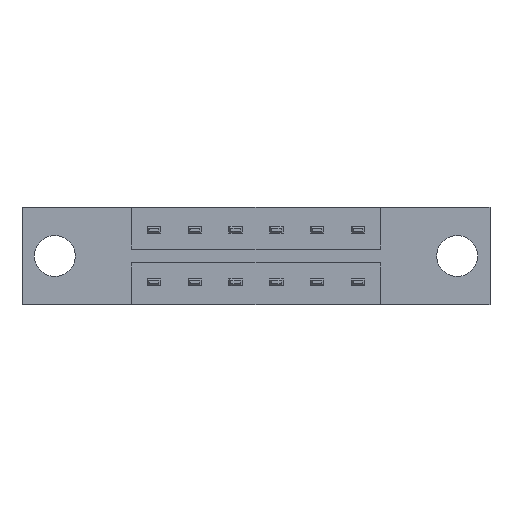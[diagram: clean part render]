
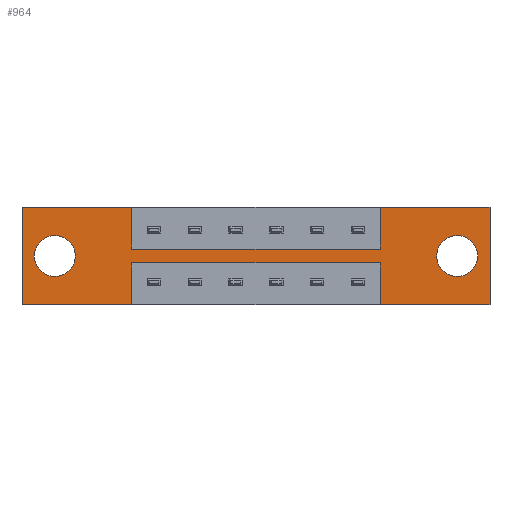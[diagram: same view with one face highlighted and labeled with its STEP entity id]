
A CAD part, front view. The second image highlights one B-rep face of the part: STEP entity #964.
In plain terms, the highlighted planar face has unit normal (0, -1, 0).
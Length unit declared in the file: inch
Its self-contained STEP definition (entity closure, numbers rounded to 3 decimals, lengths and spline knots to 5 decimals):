
#16 = VERTEX_POINT ( 'NONE', #1872 ) ;
#36 = CARTESIAN_POINT ( 'NONE',  ( 1.784, 0., 0. ) ) ;
#40 = VECTOR ( 'NONE', #3823, 39.37008 ) ;
#176 = ORIENTED_EDGE ( 'NONE', *, *, #5675, .T. ) ;
#213 = VERTEX_POINT ( 'NONE', #3087 ) ;
#225 = CARTESIAN_POINT ( 'NONE',  ( 1.3665, 0., -0.2115 ) ) ;
#315 = VECTOR ( 'NONE', #2134, 39.37008 ) ;
#316 = VECTOR ( 'NONE', #815, 39.37008 ) ;
#540 = VERTEX_POINT ( 'NONE', #4164 ) ;
#677 = LINE ( 'NONE', #5147, #3292 ) ;
#743 = DIRECTION ( 'NONE',  ( 0., -1., 0. ) ) ;
#745 = ORIENTED_EDGE ( 'NONE', *, *, #1567, .F. ) ;
#815 = DIRECTION ( 'NONE',  ( -1., 0., 0. ) ) ;
#889 = LINE ( 'NONE', #5561, #6501 ) ;
#894 = ORIENTED_EDGE ( 'NONE', *, *, #6597, .F. ) ;
#938 = ORIENTED_EDGE ( 'NONE', *, *, #2697, .F. ) ;
#964 = ADVANCED_FACE ( 'NONE', ( #5043, #1824, #6459 ), #3289, .T. ) ;
#974 = CIRCLE ( 'NONE', #4504, 0.078 ) ;
#998 = VERTEX_POINT ( 'NONE', #4699 ) ;
#1035 = LINE ( 'NONE', #3641, #1263 ) ;
#1122 = CIRCLE ( 'NONE', #6937, 0.078 ) ;
#1143 = CARTESIAN_POINT ( 'NONE',  ( 0., 0., 0. ) ) ;
#1263 = VECTOR ( 'NONE', #1705, 39.37008 ) ;
#1310 = DIRECTION ( 'NONE',  ( 0., 0., -1. ) ) ;
#1372 = CARTESIAN_POINT ( 'NONE',  ( 1.3665, 0., -0.1585 ) ) ;
#1456 = DIRECTION ( 'NONE',  ( 0., 0., -1. ) ) ;
#1520 = AXIS2_PLACEMENT_3D ( 'NONE', #5657, #5530, #6828 ) ;
#1541 = CARTESIAN_POINT ( 'NONE',  ( 0.4175, 0., -0.37 ) ) ;
#1552 = LINE ( 'NONE', #3580, #315 ) ;
#1567 = EDGE_CURVE ( 'NONE', #3203, #4072, #2296, .T. ) ;
#1697 = VERTEX_POINT ( 'NONE', #5399 ) ;
#1705 = DIRECTION ( 'NONE',  ( 1., 0., 0. ) ) ;
#1709 = ORIENTED_EDGE ( 'NONE', *, *, #1908, .F. ) ;
#1771 = DIRECTION ( 'NONE',  ( 0., 1., 0. ) ) ;
#1808 = EDGE_CURVE ( 'NONE', #3301, #16, #3393, .T. ) ;
#1818 = LINE ( 'NONE', #1143, #40 ) ;
#1824 = FACE_BOUND ( 'NONE', #1985, .T. ) ;
#1872 = CARTESIAN_POINT ( 'NONE',  ( 1.3665, 0., -0.37 ) ) ;
#1908 = EDGE_CURVE ( 'NONE', #213, #2596, #677, .T. ) ;
#1985 = EDGE_LOOP ( 'NONE', ( #5894, #2570 ) ) ;
#2037 = CARTESIAN_POINT ( 'NONE',  ( 0.4175, 0., -0.1585 ) ) ;
#2134 = DIRECTION ( 'NONE',  ( -1., 0., 0. ) ) ;
#2153 = CARTESIAN_POINT ( 'NONE',  ( 0.4175, 0., -0.2115 ) ) ;
#2296 = LINE ( 'NONE', #2037, #4089 ) ;
#2304 = EDGE_LOOP ( 'NONE', ( #6189, #7117, #4500, #938, #4799, #745, #6230, #5539, #1709, #3505, #7386, #894 ) ) ;
#2384 = EDGE_CURVE ( 'NONE', #4072, #3767, #2707, .T. ) ;
#2529 = DIRECTION ( 'NONE',  ( 0., 1., 0. ) ) ;
#2570 = ORIENTED_EDGE ( 'NONE', *, *, #5527, .T. ) ;
#2596 = VERTEX_POINT ( 'NONE', #6751 ) ;
#2602 = VERTEX_POINT ( 'NONE', #225 ) ;
#2649 = LINE ( 'NONE', #6997, #6521 ) ;
#2673 = EDGE_CURVE ( 'NONE', #16, #2602, #889, .T. ) ;
#2690 = EDGE_CURVE ( 'NONE', #540, #4353, #974, .T. ) ;
#2697 = EDGE_CURVE ( 'NONE', #3767, #4848, #1818, .T. ) ;
#2707 = LINE ( 'NONE', #1372, #6092 ) ;
#2804 = DIRECTION ( 'NONE',  ( 0., 0., -1. ) ) ;
#2827 = EDGE_CURVE ( 'NONE', #4132, #7557, #4610, .T. ) ;
#2866 = EDGE_CURVE ( 'NONE', #998, #1697, #1122, .T. ) ;
#3031 = CARTESIAN_POINT ( 'NONE',  ( 1.784, 0., -0.37 ) ) ;
#3049 = CARTESIAN_POINT ( 'NONE',  ( 1.659, 0., -0.185 ) ) ;
#3087 = CARTESIAN_POINT ( 'NONE',  ( 0., 0., -0.37 ) ) ;
#3203 = VERTEX_POINT ( 'NONE', #4864 ) ;
#3214 = CARTESIAN_POINT ( 'NONE',  ( 1.659, 0., -0.185 ) ) ;
#3244 = LINE ( 'NONE', #5798, #4894 ) ;
#3289 = PLANE ( 'NONE',  #3663 ) ;
#3292 = VECTOR ( 'NONE', #3306, 39.37008 ) ;
#3301 = VERTEX_POINT ( 'NONE', #3031 ) ;
#3306 = DIRECTION ( 'NONE',  ( 0., 0., 1. ) ) ;
#3373 = CARTESIAN_POINT ( 'NONE',  ( 0.125, 0., -0.263 ) ) ;
#3393 = LINE ( 'NONE', #6303, #4357 ) ;
#3505 = ORIENTED_EDGE ( 'NONE', *, *, #7118, .F. ) ;
#3580 = CARTESIAN_POINT ( 'NONE',  ( 0., 0., -0.37 ) ) ;
#3641 = CARTESIAN_POINT ( 'NONE',  ( 0., 0., 0. ) ) ;
#3663 = AXIS2_PLACEMENT_3D ( 'NONE', #7838, #743, #3875 ) ;
#3767 = VERTEX_POINT ( 'NONE', #7479 ) ;
#3823 = DIRECTION ( 'NONE',  ( 1., 0., 0. ) ) ;
#3875 = DIRECTION ( 'NONE',  ( 0., 0., -1. ) ) ;
#3956 = DIRECTION ( 'NONE',  ( -1., 0., 0. ) ) ;
#3984 = DIRECTION ( 'NONE',  ( 0., 0., 1. ) ) ;
#4072 = VERTEX_POINT ( 'NONE', #4672 ) ;
#4089 = VECTOR ( 'NONE', #7790, 39.37008 ) ;
#4132 = VERTEX_POINT ( 'NONE', #5128 ) ;
#4164 = CARTESIAN_POINT ( 'NONE',  ( 0.125, 0., -0.107 ) ) ;
#4236 = VECTOR ( 'NONE', #1456, 39.37008 ) ;
#4353 = VERTEX_POINT ( 'NONE', #3373 ) ;
#4357 = VECTOR ( 'NONE', #3956, 39.37008 ) ;
#4500 = ORIENTED_EDGE ( 'NONE', *, *, #7514, .F. ) ;
#4504 = AXIS2_PLACEMENT_3D ( 'NONE', #5760, #1771, #7659 ) ;
#4505 = AXIS2_PLACEMENT_3D ( 'NONE', #3214, #2529, #7763 ) ;
#4610 = LINE ( 'NONE', #6583, #4236 ) ;
#4672 = CARTESIAN_POINT ( 'NONE',  ( 1.3665, 0., -0.1585 ) ) ;
#4699 = CARTESIAN_POINT ( 'NONE',  ( 1.659, 0., -0.107 ) ) ;
#4726 = EDGE_LOOP ( 'NONE', ( #6575, #176 ) ) ;
#4799 = ORIENTED_EDGE ( 'NONE', *, *, #2384, .F. ) ;
#4838 = DIRECTION ( 'NONE',  ( 0., 1., 0. ) ) ;
#4848 = VERTEX_POINT ( 'NONE', #36 ) ;
#4864 = CARTESIAN_POINT ( 'NONE',  ( 0.4175, 0., -0.1585 ) ) ;
#4894 = VECTOR ( 'NONE', #2804, 39.37008 ) ;
#4923 = CIRCLE ( 'NONE', #1520, 0.078 ) ;
#5043 = FACE_BOUND ( 'NONE', #4726, .T. ) ;
#5115 = VERTEX_POINT ( 'NONE', #7606 ) ;
#5128 = CARTESIAN_POINT ( 'NONE',  ( 0.4175, 0., -0.2115 ) ) ;
#5147 = CARTESIAN_POINT ( 'NONE',  ( 0., 0., 0. ) ) ;
#5399 = CARTESIAN_POINT ( 'NONE',  ( 1.659, 0., -0.263 ) ) ;
#5527 = EDGE_CURVE ( 'NONE', #4353, #540, #4923, .T. ) ;
#5530 = DIRECTION ( 'NONE',  ( 0., 1., 0. ) ) ;
#5539 = ORIENTED_EDGE ( 'NONE', *, *, #6758, .F. ) ;
#5561 = CARTESIAN_POINT ( 'NONE',  ( 1.3665, 0., -0.2115 ) ) ;
#5624 = EDGE_CURVE ( 'NONE', #5115, #3203, #2649, .T. ) ;
#5657 = CARTESIAN_POINT ( 'NONE',  ( 0.125, 0., -0.185 ) ) ;
#5675 = EDGE_CURVE ( 'NONE', #1697, #998, #6805, .T. ) ;
#5760 = CARTESIAN_POINT ( 'NONE',  ( 0.125, 0., -0.185 ) ) ;
#5798 = CARTESIAN_POINT ( 'NONE',  ( 1.784, 0., 0. ) ) ;
#5894 = ORIENTED_EDGE ( 'NONE', *, *, #2690, .T. ) ;
#6040 = DIRECTION ( 'NONE',  ( 0., 0., 1. ) ) ;
#6092 = VECTOR ( 'NONE', #3984, 39.37008 ) ;
#6189 = ORIENTED_EDGE ( 'NONE', *, *, #2673, .F. ) ;
#6230 = ORIENTED_EDGE ( 'NONE', *, *, #5624, .F. ) ;
#6303 = CARTESIAN_POINT ( 'NONE',  ( 0., 0., -0.37 ) ) ;
#6459 = FACE_OUTER_BOUND ( 'NONE', #2304, .T. ) ;
#6501 = VECTOR ( 'NONE', #6040, 39.37008 ) ;
#6521 = VECTOR ( 'NONE', #7092, 39.37008 ) ;
#6575 = ORIENTED_EDGE ( 'NONE', *, *, #2866, .T. ) ;
#6583 = CARTESIAN_POINT ( 'NONE',  ( 0.4175, 0., -0.2115 ) ) ;
#6597 = EDGE_CURVE ( 'NONE', #2602, #4132, #6785, .T. ) ;
#6751 = CARTESIAN_POINT ( 'NONE',  ( 0., 0., 0. ) ) ;
#6758 = EDGE_CURVE ( 'NONE', #2596, #5115, #1035, .T. ) ;
#6785 = LINE ( 'NONE', #2153, #316 ) ;
#6805 = CIRCLE ( 'NONE', #4505, 0.078 ) ;
#6828 = DIRECTION ( 'NONE',  ( 0., 0., 1. ) ) ;
#6937 = AXIS2_PLACEMENT_3D ( 'NONE', #3049, #4838, #1310 ) ;
#6997 = CARTESIAN_POINT ( 'NONE',  ( 0.4175, 0., -0.1585 ) ) ;
#7092 = DIRECTION ( 'NONE',  ( 0., 0., -1. ) ) ;
#7117 = ORIENTED_EDGE ( 'NONE', *, *, #1808, .F. ) ;
#7118 = EDGE_CURVE ( 'NONE', #7557, #213, #1552, .T. ) ;
#7386 = ORIENTED_EDGE ( 'NONE', *, *, #2827, .F. ) ;
#7479 = CARTESIAN_POINT ( 'NONE',  ( 1.3665, 0., 0. ) ) ;
#7514 = EDGE_CURVE ( 'NONE', #4848, #3301, #3244, .T. ) ;
#7557 = VERTEX_POINT ( 'NONE', #1541 ) ;
#7606 = CARTESIAN_POINT ( 'NONE',  ( 0.4175, 0., 0. ) ) ;
#7659 = DIRECTION ( 'NONE',  ( 0., 0., 1. ) ) ;
#7763 = DIRECTION ( 'NONE',  ( 0., 0., -1. ) ) ;
#7790 = DIRECTION ( 'NONE',  ( 1., 0., 0. ) ) ;
#7838 = CARTESIAN_POINT ( 'NONE',  ( 0., 0., -0.37 ) ) ;
